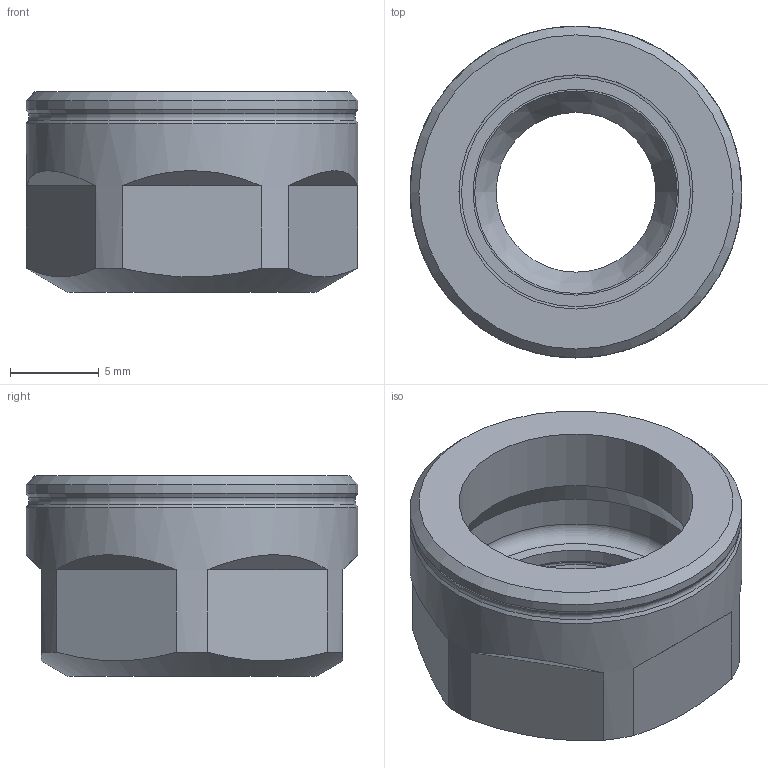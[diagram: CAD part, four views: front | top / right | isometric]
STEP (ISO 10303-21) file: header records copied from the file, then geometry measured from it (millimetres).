
FILE_DESCRIPTION(/* description */ (''),/* implementation_level */ '2;1');
FILE_NAME(/* name */ '341102000.stp',/* time_stamp */ '2021-01-08T12:44:38',/* author */ ('LRA'),/* organization */ ('REGO-FIX'),/* preprocessor_version */ ' Unknown',/* originating_system */ 'SIEMENS PLM Software Solid Edge ST10',/* authorization */ 'Unknown');
FILE_SCHEMA (('AUTOMOTIVE_DESIGN { 1 0 10303 214 2 1 1}'));
Length unit declared in the file: millimetre
Products named in the file (1): NOCUT
Bounding box: 18.7 x 18.7 x 11.3 mm (x, y, z)
Volume: 1423.3 mm3; surface area: 1446 mm2
Topology: 1 solids, 1 shells, 31 faces, 72 edges, 45 vertices
Faces by surface type: plane 16, cone 6, cylinder 6, torus 3
Full cylindrical faces by diameter (mm): 9 x1, 11.6 x1, 13.188 x1, 14.5 x1, 18.7 x2
Entity records: 1053 total; most frequent: CARTESIAN_POINT 155, DIRECTION 148, ORIENTED_EDGE 108, AXIS2_PLACEMENT_3D 65, EDGE_CURVE 54, EDGE_LOOP 50, FACE_BOUND 50, VERTEX_POINT 42
